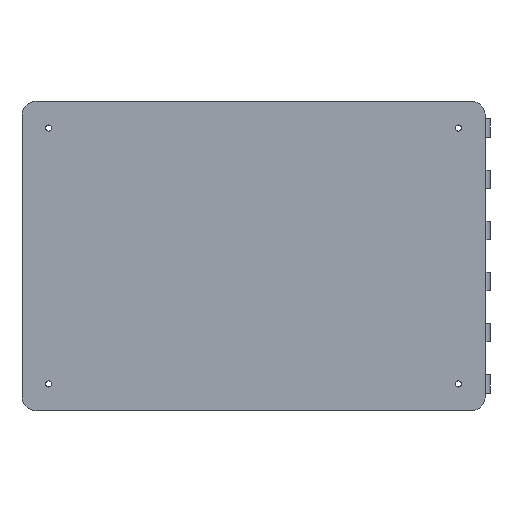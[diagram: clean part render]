
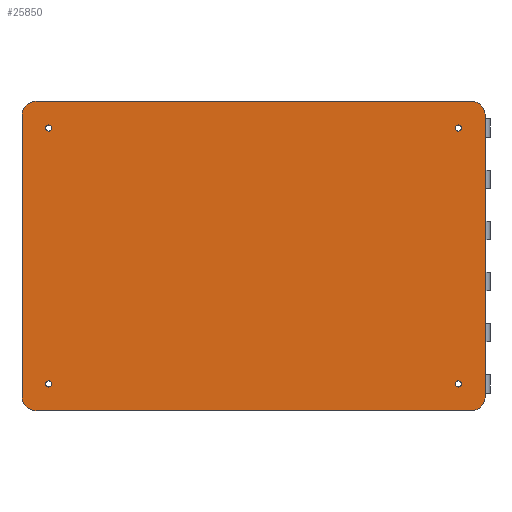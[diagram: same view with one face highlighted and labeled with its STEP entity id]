
A CAD part, left-side view. The second image highlights one B-rep face of the part: STEP entity #25850.
In plain terms, the highlighted planar face has unit normal (-1, 0, 0).
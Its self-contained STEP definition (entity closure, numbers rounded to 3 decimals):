
#24500=CARTESIAN_POINT('',(-0.3,163.75,-17.));
#24510=DIRECTION('',(1.,-0.,0.));
#24520=DIRECTION('',(0.,0.,-1.));
#24530=AXIS2_PLACEMENT_3D('',#24500,#24510,#24520);
#24540=PLANE('',#24530);
#24550=CARTESIAN_POINT('',(-0.3,502.,25.));
#24560=DIRECTION('',(1.,0.,0.));
#24570=DIRECTION('',(0.,0.,-1.));
#24580=AXIS2_PLACEMENT_3D('',#24550,#24560,#24570);
#24590=CIRCLE('',#24580,2.5);
#24600=CARTESIAN_POINT('',(-0.3,502.,22.5));
#24610=VERTEX_POINT('',#24600);
#24620=CARTESIAN_POINT('',(-0.3,502.,27.5));
#24630=VERTEX_POINT('',#24620);
#24640=EDGE_CURVE('',#24610,#24630,#24590,.T.);
#24650=ORIENTED_EDGE('',*,*,#24640,.T.);
#24660=EDGE_CURVE('',#24630,#24610,#24590,.T.);
#24670=ORIENTED_EDGE('',*,*,#24660,.T.);
#24680=EDGE_LOOP('',(#24670,#24650));
#24690=FACE_BOUND('',#24680,.T.);
#24700=CARTESIAN_POINT('',(-0.3,166.,25.));
#24710=DIRECTION('',(1.,0.,0.));
#24720=DIRECTION('',(0.,0.,-1.));
#24730=AXIS2_PLACEMENT_3D('',#24700,#24710,#24720);
#24740=CIRCLE('',#24730,2.5);
#24750=CARTESIAN_POINT('',(-0.3,166.,22.5));
#24760=VERTEX_POINT('',#24750);
#24770=CARTESIAN_POINT('',(-0.3,166.,27.5));
#24780=VERTEX_POINT('',#24770);
#24790=EDGE_CURVE('',#24760,#24780,#24740,.T.);
#24800=ORIENTED_EDGE('',*,*,#24790,.T.);
#24810=EDGE_CURVE('',#24780,#24760,#24740,.T.);
#24820=ORIENTED_EDGE('',*,*,#24810,.T.);
#24830=EDGE_LOOP('',(#24820,#24800));
#24840=FACE_BOUND('',#24830,.T.);
#24850=CARTESIAN_POINT('',(-0.3,166.,-185.));
#24860=DIRECTION('',(1.,0.,0.));
#24870=DIRECTION('',(0.,0.,-1.));
#24880=AXIS2_PLACEMENT_3D('',#24850,#24860,#24870);
#24890=CIRCLE('',#24880,2.5);
#24900=CARTESIAN_POINT('',(-0.3,166.,-187.5));
#24910=VERTEX_POINT('',#24900);
#24920=CARTESIAN_POINT('',(-0.3,166.,-182.5));
#24930=VERTEX_POINT('',#24920);
#24940=EDGE_CURVE('',#24910,#24930,#24890,.T.);
#24950=ORIENTED_EDGE('',*,*,#24940,.T.);
#24960=EDGE_CURVE('',#24930,#24910,#24890,.T.);
#24970=ORIENTED_EDGE('',*,*,#24960,.T.);
#24980=EDGE_LOOP('',(#24970,#24950));
#24990=FACE_BOUND('',#24980,.T.);
#25000=CARTESIAN_POINT('',(-0.3,502.,-185.));
#25010=DIRECTION('',(1.,0.,0.));
#25020=DIRECTION('',(0.,0.,-1.));
#25030=AXIS2_PLACEMENT_3D('',#25000,#25010,#25020);
#25040=CIRCLE('',#25030,2.5);
#25050=CARTESIAN_POINT('',(-0.3,502.,-187.5));
#25060=VERTEX_POINT('',#25050);
#25070=CARTESIAN_POINT('',(-0.3,502.,-182.5));
#25080=VERTEX_POINT('',#25070);
#25090=EDGE_CURVE('',#25060,#25080,#25040,.T.);
#25100=ORIENTED_EDGE('',*,*,#25090,.T.);
#25110=EDGE_CURVE('',#25080,#25060,#25040,.T.);
#25120=ORIENTED_EDGE('',*,*,#25110,.T.);
#25130=EDGE_LOOP('',(#25120,#25100));
#25140=FACE_BOUND('',#25130,.T.);
#25150=CARTESIAN_POINT('',(-0.3,155.5,35.5));
#25160=DIRECTION('',(-1.,0.,0.));
#25170=DIRECTION('',(0.,0.,1.));
#25180=AXIS2_PLACEMENT_3D('',#25150,#25160,#25170);
#25190=CIRCLE('',#25180,11.5);
#25200=CARTESIAN_POINT('',(-0.3,144.,35.5));
#25210=VERTEX_POINT('',#25200);
#25220=CARTESIAN_POINT('',(-0.3,155.5,47.));
#25230=VERTEX_POINT('',#25220);
#25240=EDGE_CURVE('',#25210,#25230,#25190,.T.);
#25250=ORIENTED_EDGE('',*,*,#25240,.T.);
#25260=CARTESIAN_POINT('',(-0.3,144.,-17.));
#25270=DIRECTION('',(0.,0.,1.));
#25280=VECTOR('',#25270,1.);
#25290=LINE('',#25260,#25280);
#25300=CARTESIAN_POINT('',(-0.3,144.,-195.5));
#25310=VERTEX_POINT('',#25300);
#25320=EDGE_CURVE('',#25310,#25210,#25290,.T.);
#25330=ORIENTED_EDGE('',*,*,#25320,.T.);
#25340=CARTESIAN_POINT('',(-0.3,155.5,-195.5));
#25350=DIRECTION('',(1.,0.,0.));
#25360=DIRECTION('',(0.,0.,-1.));
#25370=AXIS2_PLACEMENT_3D('',#25340,#25350,#25360);
#25380=CIRCLE('',#25370,11.5);
#25390=CARTESIAN_POINT('',(-0.3,155.5,-207.));
#25400=VERTEX_POINT('',#25390);
#25410=EDGE_CURVE('',#25310,#25400,#25380,.T.);
#25420=ORIENTED_EDGE('',*,*,#25410,.F.);
#25430=CARTESIAN_POINT('',(-0.3,163.75,-207.));
#25440=DIRECTION('',(0.,-1.,0.));
#25450=VECTOR('',#25440,1.);
#25460=LINE('',#25430,#25450);
#25470=CARTESIAN_POINT('',(-0.3,512.5,-207.));
#25480=VERTEX_POINT('',#25470);
#25490=EDGE_CURVE('',#25480,#25400,#25460,.T.);
#25500=ORIENTED_EDGE('',*,*,#25490,.T.);
#25510=CARTESIAN_POINT('',(-0.3,512.5,-195.5));
#25520=DIRECTION('',(1.,0.,0.));
#25530=DIRECTION('',(0.,0.,-1.));
#25540=AXIS2_PLACEMENT_3D('',#25510,#25520,#25530);
#25550=CIRCLE('',#25540,11.5);
#25560=CARTESIAN_POINT('',(-0.3,524.,-195.5));
#25570=VERTEX_POINT('',#25560);
#25580=EDGE_CURVE('',#25480,#25570,#25550,.T.);
#25590=ORIENTED_EDGE('',*,*,#25580,.F.);
#25600=CARTESIAN_POINT('',(-0.3,524.,-17.));
#25610=DIRECTION('',(0.,0.,-1.));
#25620=VECTOR('',#25610,1.);
#25630=LINE('',#25600,#25620);
#25640=CARTESIAN_POINT('',(-0.3,524.,35.5));
#25650=VERTEX_POINT('',#25640);
#25660=EDGE_CURVE('',#25650,#25570,#25630,.T.);
#25670=ORIENTED_EDGE('',*,*,#25660,.T.);
#25680=CARTESIAN_POINT('',(-0.3,512.5,35.5));
#25690=DIRECTION('',(1.,0.,0.));
#25700=DIRECTION('',(0.,0.,-1.));
#25710=AXIS2_PLACEMENT_3D('',#25680,#25690,#25700);
#25720=CIRCLE('',#25710,11.5);
#25730=CARTESIAN_POINT('',(-0.3,512.5,47.));
#25740=VERTEX_POINT('',#25730);
#25750=EDGE_CURVE('',#25650,#25740,#25720,.T.);
#25760=ORIENTED_EDGE('',*,*,#25750,.F.);
#25770=CARTESIAN_POINT('',(-0.3,163.75,47.));
#25780=DIRECTION('',(0.,1.,0.));
#25790=VECTOR('',#25780,1.);
#25800=LINE('',#25770,#25790);
#25810=EDGE_CURVE('',#25230,#25740,#25800,.T.);
#25820=ORIENTED_EDGE('',*,*,#25810,.T.);
#25830=EDGE_LOOP('',(#25820,#25760,#25670,#25590,#25500,#25420,#25330,
#25250));
#25840=FACE_OUTER_BOUND('',#25830,.T.);
#25850=ADVANCED_FACE('',(#24690,#24840,#24990,#25140,#25840),#24540,.F.)
;
